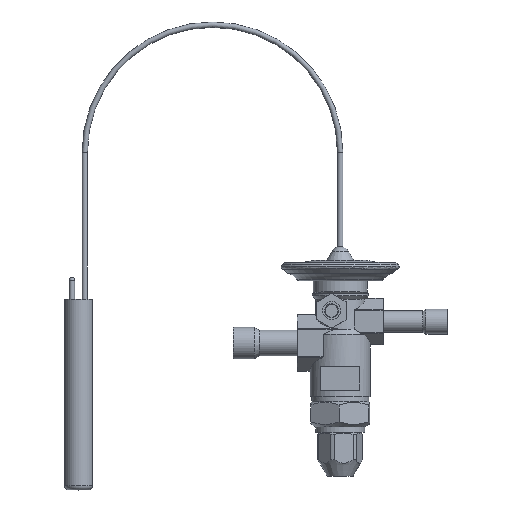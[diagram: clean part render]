
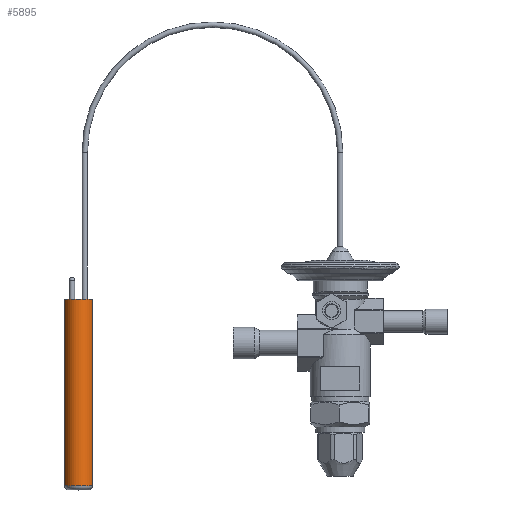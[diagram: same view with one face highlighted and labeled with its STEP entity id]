
A CAD part, top view. The second image highlights one B-rep face of the part: STEP entity #5895.
In plain terms, the highlighted cylindrical face has radius 6.5 mm (diameter 13 mm), a full revolution.
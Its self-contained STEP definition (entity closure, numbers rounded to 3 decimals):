
#5814=CARTESIAN_POINT('',(-138.553,-61.974,3.762));
#5815=VERTEX_POINT('',#5814);
#5842=CARTESIAN_POINT('',(-138.528,-61.974,-9.238));
#5843=VERTEX_POINT('',#5842);
#5844=CARTESIAN_POINT('',(-138.54,-61.974,-2.738));
#5845=DIRECTION('',(0.,1.,0.));
#5846=DIRECTION('',(-0.002,0.,1.));
#5847=AXIS2_PLACEMENT_3D('',#5844,#5845,#5846);
#5848=CIRCLE('',#5847,6.5);
#5849=EDGE_CURVE('NONE',#5843,#5815,#5848,.T.);
#5851=CARTESIAN_POINT('',(-138.54,-61.974,-2.738));
#5852=DIRECTION('',(0.,1.,0.));
#5853=DIRECTION('',(-0.002,0.,1.));
#5854=AXIS2_PLACEMENT_3D('',#5851,#5852,#5853);
#5855=CIRCLE('',#5854,6.5);
#5856=EDGE_CURVE('NONE',#5815,#5843,#5855,.T.);
#5861=CARTESIAN_POINT('',(-138.54,35.234,-2.738));
#5862=DIRECTION('',(0.,1.,0.));
#5863=DIRECTION('',(-0.002,0.,1.));
#5864=AXIS2_PLACEMENT_3D('',#5861,#5862,#5863);
#5865=CYLINDRICAL_SURFACE('',#5864,6.5);
#5866=CARTESIAN_POINT('',(-138.553,25.026,3.762));
#5867=VERTEX_POINT('',#5866);
#5868=CARTESIAN_POINT('',(-138.553,25.026,3.762));
#5869=DIRECTION('',(-0.,-1.,-0.));
#5870=VECTOR('',#5869,87.);
#5871=LINE('',#5868,#5870);
#5872=EDGE_CURVE('',#5867,#5815,#5871,.T.);
#5873=ORIENTED_EDGE('',*,*,#5872,.T.);
#5874=ORIENTED_EDGE('',*,*,#5856,.T.);
#5875=ORIENTED_EDGE('',*,*,#5849,.T.);
#5876=ORIENTED_EDGE('',*,*,#5872,.F.);
#5877=CARTESIAN_POINT('',(-138.528,25.026,-9.238));
#5878=VERTEX_POINT('',#5877);
#5879=CARTESIAN_POINT('',(-138.54,25.026,-2.738));
#5880=DIRECTION('',(0.,1.,0.));
#5881=DIRECTION('',(-0.002,0.,1.));
#5882=AXIS2_PLACEMENT_3D('',#5879,#5880,#5881);
#5883=CIRCLE('',#5882,6.5);
#5884=EDGE_CURVE('NONE',#5878,#5867,#5883,.T.);
#5885=ORIENTED_EDGE('',*,*,#5884,.F.);
#5886=CARTESIAN_POINT('',(-138.54,25.026,-2.738));
#5887=DIRECTION('',(0.,1.,0.));
#5888=DIRECTION('',(-0.002,0.,1.));
#5889=AXIS2_PLACEMENT_3D('',#5886,#5887,#5888);
#5890=CIRCLE('',#5889,6.5);
#5891=EDGE_CURVE('NONE',#5867,#5878,#5890,.T.);
#5892=ORIENTED_EDGE('',*,*,#5891,.F.);
#5893=EDGE_LOOP('',(#5873,#5874,#5875,#5876,#5885,#5892));
#5894=FACE_BOUND('',#5893,.T.);
#5895=ADVANCED_FACE('NONE',(#5894),#5865,.T.);
